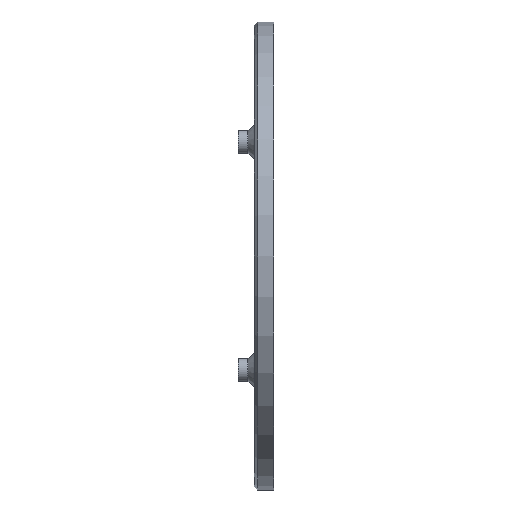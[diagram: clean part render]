
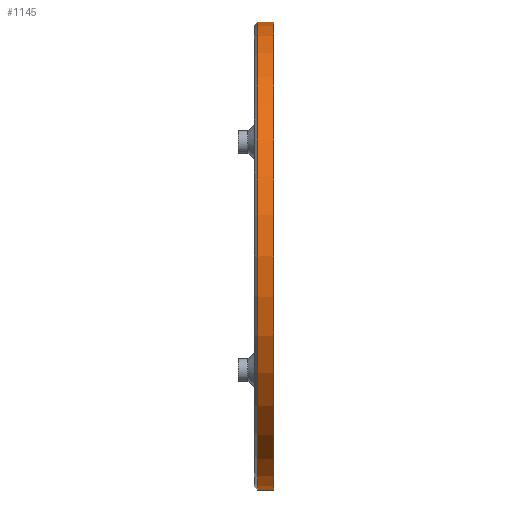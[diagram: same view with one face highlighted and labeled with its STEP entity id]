
A CAD part, left-side view. The second image highlights one B-rep face of the part: STEP entity #1145.
In plain terms, the highlighted cylindrical face has radius 73 mm (diameter 146 mm), a partial arc.
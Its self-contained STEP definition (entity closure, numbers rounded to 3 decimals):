
#51 = VECTOR ( 'NONE', #2403, 1000. ) ;
#53 = EDGE_LOOP ( 'NONE', ( #1976, #902, #796, #1312 ) ) ;
#316 = VERTEX_POINT ( 'NONE', #2545 ) ;
#420 = EDGE_CURVE ( 'NONE', #2034, #316, #1091, .T. ) ;
#431 = DIRECTION ( 'NONE',  ( 0., -1., 0. ) ) ;
#648 = CIRCLE ( 'NONE', #2875, 73. ) ;
#695 = CARTESIAN_POINT ( 'NONE',  ( 0., -5., 73. ) ) ;
#707 = DIRECTION ( 'NONE',  ( 0., 0., -1. ) ) ;
#789 = DIRECTION ( 'NONE',  ( 0., 0., 1. ) ) ;
#796 = ORIENTED_EDGE ( 'NONE', *, *, #420, .T. ) ;
#902 = ORIENTED_EDGE ( 'NONE', *, *, #2553, .T. ) ;
#933 = CARTESIAN_POINT ( 'NONE',  ( 0., -5., 0. ) ) ;
#941 = VERTEX_POINT ( 'NONE', #953 ) ;
#953 = CARTESIAN_POINT ( 'NONE',  ( 0., 0., 73. ) ) ;
#1057 = CIRCLE ( 'NONE', #1816, 73. ) ;
#1091 = LINE ( 'NONE', #1330, #2558 ) ;
#1145 = ADVANCED_FACE ( 'NONE', ( #2710 ), #1589, .T. ) ;
#1216 = CARTESIAN_POINT ( 'NONE',  ( 0., 0., 0. ) ) ;
#1312 = ORIENTED_EDGE ( 'NONE', *, *, #2137, .F. ) ;
#1330 = CARTESIAN_POINT ( 'NONE',  ( 0., 1., -73. ) ) ;
#1393 = DIRECTION ( 'NONE',  ( 0., -1., 0. ) ) ;
#1458 = EDGE_CURVE ( 'NONE', #941, #1772, #2381, .T. ) ;
#1589 = CYLINDRICAL_SURFACE ( 'NONE', #2644, 73. ) ;
#1754 = CARTESIAN_POINT ( 'NONE',  ( 0., 1., 73. ) ) ;
#1772 = VERTEX_POINT ( 'NONE', #695 ) ;
#1816 = AXIS2_PLACEMENT_3D ( 'NONE', #933, #2470, #2712 ) ;
#1976 = ORIENTED_EDGE ( 'NONE', *, *, #1458, .F. ) ;
#2034 = VERTEX_POINT ( 'NONE', #2038 ) ;
#2038 = CARTESIAN_POINT ( 'NONE',  ( 0., 0., -73. ) ) ;
#2137 = EDGE_CURVE ( 'NONE', #1772, #316, #1057, .T. ) ;
#2287 = CARTESIAN_POINT ( 'NONE',  ( 0., 1., 0. ) ) ;
#2381 = LINE ( 'NONE', #1754, #51 ) ;
#2403 = DIRECTION ( 'NONE',  ( 0., -1., 0. ) ) ;
#2470 = DIRECTION ( 'NONE',  ( 0., -1., 0. ) ) ;
#2545 = CARTESIAN_POINT ( 'NONE',  ( 0., -5., -73. ) ) ;
#2553 = EDGE_CURVE ( 'NONE', #941, #2034, #648, .T. ) ;
#2558 = VECTOR ( 'NONE', #2864, 1000. ) ;
#2644 = AXIS2_PLACEMENT_3D ( 'NONE', #2287, #1393, #707 ) ;
#2710 = FACE_OUTER_BOUND ( 'NONE', #53, .T. ) ;
#2712 = DIRECTION ( 'NONE',  ( 0., 0., -1. ) ) ;
#2864 = DIRECTION ( 'NONE',  ( 0., -1., 0. ) ) ;
#2875 = AXIS2_PLACEMENT_3D ( 'NONE', #1216, #431, #789 ) ;
